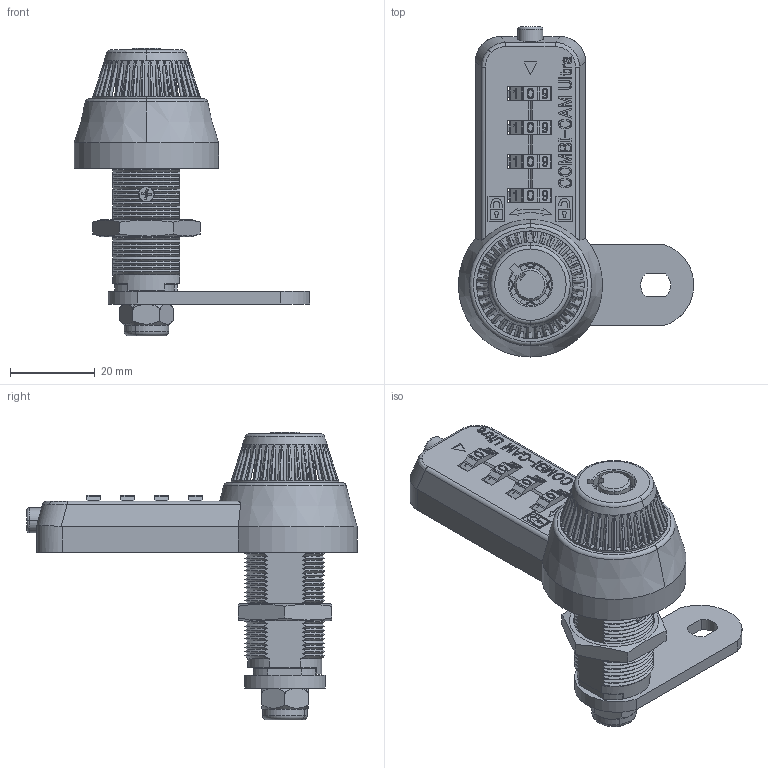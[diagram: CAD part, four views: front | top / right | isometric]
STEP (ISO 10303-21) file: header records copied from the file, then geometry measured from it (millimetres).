
FILE_DESCRIPTION (( 'STEP AP203' ), '1' );
FILE_NAME ('10743304007.STEP', '2019-02-15T06:16:52', ( 'r232' ), ( '' ), 'SwSTEP 2.0', 'SolidWorks 2015', '' );
FILE_SCHEMA (( 'CONFIG_CONTROL_DESIGN' ));
Products named in the file (1): 10743304007
Bounding box: 55.47 x 77.75 x 67.8 mm (x, y, z)
Surface area: 17486.6 mm2 (no closed solid volume)
Topology: 0 solids, 59 shells, 1221 faces, 4566 edges, 3323 vertices
Faces by surface type: plane 539, cylinder 232, cone 229, bspline 178, sphere 27, torus 16
Entity records: 58420 total; most frequent: CARTESIAN_POINT 22261, ORIENTED_EDGE 7466, DIRECTION 6758, EDGE_CURVE 4566, VERTEX_POINT 3323, AXIS2_PLACEMENT_3D 2365, VECTOR 2028, LINE 2028
